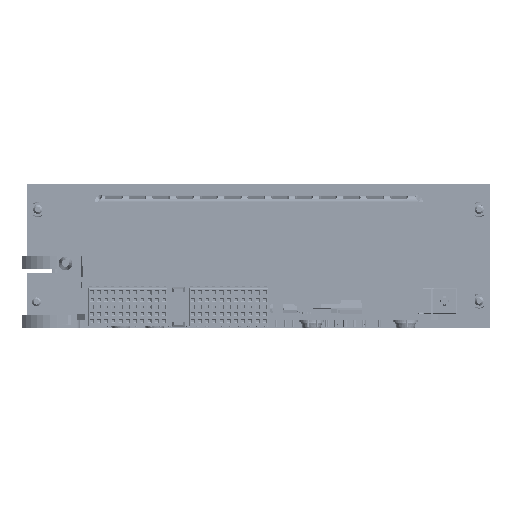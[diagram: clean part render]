
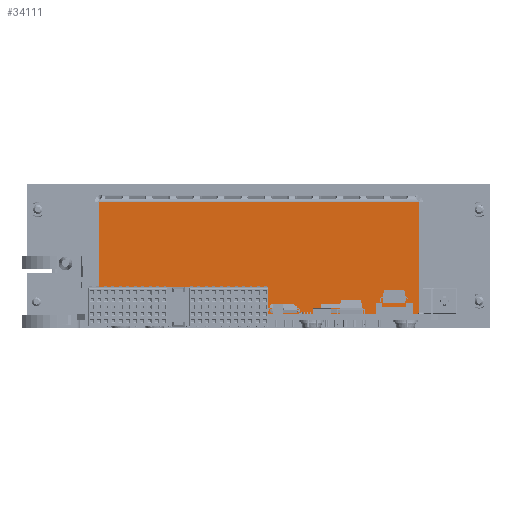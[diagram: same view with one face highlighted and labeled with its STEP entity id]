
A CAD part, left-side view. The second image highlights one B-rep face of the part: STEP entity #34111.
In plain terms, the highlighted planar face has unit normal (-1, 0, 0).
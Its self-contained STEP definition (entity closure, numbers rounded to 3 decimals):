
#34111 = ADVANCED_FACE ( 'NONE', ( #42467 ), #45318, .F. ) ;
#42467 = FACE_OUTER_BOUND ( 'NONE', #292147, .T. ) ;
#45318 = PLANE ( 'NONE',  #420347 ) ;
#45388 = CARTESIAN_POINT ( 'NONE',  ( -29.351, -38.426, -4.5 ) ) ;
#45392 = DIRECTION ( 'NONE',  ( 1., 0., 0. ) ) ;
#45396 = DIRECTION ( 'NONE',  ( 0., 0., -1. ) ) ;
#212057 = CARTESIAN_POINT ( 'NONE',  ( -29.351, -38.426, 26.763 ) ) ;
#212058 = DIRECTION ( 'NONE',  ( 0., -1., 0. ) ) ;
#233511 = CARTESIAN_POINT ( 'NONE',  ( -29.351, -36.855, -4. ) ) ;
#233517 = DIRECTION ( 'NONE',  ( -1., 0., 0. ) ) ;
#233523 = DIRECTION ( 'NONE',  ( 0., 0., -1. ) ) ;
#233543 = CARTESIAN_POINT ( 'NONE',  ( -29.351, -37.355, 26.763 ) ) ;
#233576 = DIRECTION ( 'NONE',  ( 0., 0., -1. ) ) ;
#233622 = CARTESIAN_POINT ( 'NONE',  ( -29.351, -53.453, 10.527 ) ) ;
#233633 = DIRECTION ( 'NONE',  ( 0., -0.707, -0.707 ) ) ;
#233684 = CARTESIAN_POINT ( 'NONE',  ( -29.351, 51.504, 26.763 ) ) ;
#233695 = DIRECTION ( 'NONE',  ( 0., 0., -1. ) ) ;
#233741 = CARTESIAN_POINT ( 'NONE',  ( -29.351, 43.548, -2.5 ) ) ;
#233752 = DIRECTION ( 'NONE',  ( 0., 0., -1. ) ) ;
#233830 = CARTESIAN_POINT ( 'NONE',  ( -29.351, 9.048, -4. ) ) ;
#233836 = DIRECTION ( 'NONE',  ( -1., 0., 0. ) ) ;
#233842 = DIRECTION ( 'NONE',  ( 0., 0., -1. ) ) ;
#233991 = DIRECTION ( 'NONE',  ( 0., 1., 0. ) ) ;
#234042 = CARTESIAN_POINT ( 'NONE',  ( -29.351, 9.548, -2.5 ) ) ;
#234053 = DIRECTION ( 'NONE',  ( 0., 0., 1. ) ) ;
#234073 = CARTESIAN_POINT ( 'NONE',  ( -29.351, -38.426, -4.5 ) ) ;
#234084 = DIRECTION ( 'NONE',  ( 0., 1., 0. ) ) ;
#234089 = CARTESIAN_POINT ( 'NONE',  ( -29.351, 22.102, 56.027 ) ) ;
#234094 = CARTESIAN_POINT ( 'NONE',  ( -29.351, -38.426, -4.5 ) ) ;
#234100 = DIRECTION ( 'NONE',  ( 0., -0.707, 0.707 ) ) ;
#234124 = CARTESIAN_POINT ( 'NONE',  ( -29.351, 51.004, -4. ) ) ;
#234129 = DIRECTION ( 'NONE',  ( -1., 0., 0. ) ) ;
#234134 = DIRECTION ( 'NONE',  ( 0., 0., -1. ) ) ;
#234149 = CARTESIAN_POINT ( 'NONE',  ( -29.351, 9.548, -2.5 ) ) ;
#234160 = DIRECTION ( 'NONE',  ( 0., 1., 0. ) ) ;
#234164 = CARTESIAN_POINT ( 'NONE',  ( -29.351, 44.048, -4. ) ) ;
#234170 = DIRECTION ( 'NONE',  ( -1., 0., 0. ) ) ;
#234176 = DIRECTION ( 'NONE',  ( 0., 0., -1. ) ) ;
#234192 = CARTESIAN_POINT ( 'NONE',  ( -29.351, 43.048, -3. ) ) ;
#234197 = DIRECTION ( 'NONE',  ( 1., 0., 0. ) ) ;
#234202 = DIRECTION ( 'NONE',  ( 0., 0., -1. ) ) ;
#234238 = CARTESIAN_POINT ( 'NONE',  ( -29.351, 10.048, -3. ) ) ;
#234244 = DIRECTION ( 'NONE',  ( 1., 0., 0. ) ) ;
#234250 = DIRECTION ( 'NONE',  ( 0., 0., -1. ) ) ;
#238210 = ORIENTED_EDGE ( 'NONE', *, *, #562660, .F. ) ;
#238212 = ORIENTED_EDGE ( 'NONE', *, *, #562560, .T. ) ;
#238215 = ORIENTED_EDGE ( 'NONE', *, *, #562676, .F. ) ;
#238218 = ORIENTED_EDGE ( 'NONE', *, *, #562411, .T. ) ;
#238221 = ORIENTED_EDGE ( 'NONE', *, *, #562441, .F. ) ;
#238224 = ORIENTED_EDGE ( 'NONE', *, *, #562463, .F. ) ;
#238227 = ORIENTED_EDGE ( 'NONE', *, *, #560947, .F. ) ;
#238230 = ORIENTED_EDGE ( 'NONE', *, *, #562683, .F. ) ;
#238233 = ORIENTED_EDGE ( 'NONE', *, *, #562498, .T. ) ;
#238235 = ORIENTED_EDGE ( 'NONE', *, *, #562692, .T. ) ;
#238239 = ORIENTED_EDGE ( 'NONE', *, *, #562702, .F. ) ;
#238241 = ORIENTED_EDGE ( 'NONE', *, *, #562710, .T. ) ;
#238245 = ORIENTED_EDGE ( 'NONE', *, *, #562531, .F. ) ;
#238248 = ORIENTED_EDGE ( 'NONE', *, *, #562719, .T. ) ;
#238251 = ORIENTED_EDGE ( 'NONE', *, *, #562727, .F. ) ;
#238254 = ORIENTED_EDGE ( 'NONE', *, *, #562734, .T. ) ;
#292147 = EDGE_LOOP ( 'NONE', ( #238210, #238212, #238215, #238218, #238221, #238224, #238227, #238230, #238233, #238235, #238239, #238241, #238245, #238248, #238251, #238254 ) ) ;
#348348 = CARTESIAN_POINT ( 'NONE',  ( -29.351, 51.366, 26.763 ) ) ;
#348356 = CARTESIAN_POINT ( 'NONE',  ( -29.351, -37.217, 26.763 ) ) ;
#349291 = CARTESIAN_POINT ( 'NONE',  ( -29.351, -37.355, 26.626 ) ) ;
#349306 = CARTESIAN_POINT ( 'NONE',  ( -29.351, -37.355, -4. ) ) ;
#349321 = CARTESIAN_POINT ( 'NONE',  ( -29.351, -36.855, -4.5 ) ) ;
#349373 = CARTESIAN_POINT ( 'NONE',  ( -29.351, 9.048, -4.5 ) ) ;
#349381 = CARTESIAN_POINT ( 'NONE',  ( -29.351, 51.504, 26.626 ) ) ;
#349388 = CARTESIAN_POINT ( 'NONE',  ( -29.351, 51.504, -4. ) ) ;
#349421 = CARTESIAN_POINT ( 'NONE',  ( -29.351, 43.548, -3. ) ) ;
#349429 = CARTESIAN_POINT ( 'NONE',  ( -29.351, 43.548, -4. ) ) ;
#349446 = CARTESIAN_POINT ( 'NONE',  ( -29.351, 9.548, -4. ) ) ;
#349460 = CARTESIAN_POINT ( 'NONE',  ( -29.351, 9.548, -3. ) ) ;
#349482 = CARTESIAN_POINT ( 'NONE',  ( -29.351, 51.004, -4.5 ) ) ;
#349490 = CARTESIAN_POINT ( 'NONE',  ( -29.351, 43.048, -2.5 ) ) ;
#349520 = CARTESIAN_POINT ( 'NONE',  ( -29.351, 44.048, -4.5 ) ) ;
#349535 = CARTESIAN_POINT ( 'NONE',  ( -29.351, 10.048, -2.5 ) ) ;
#383250 = VERTEX_POINT ( 'NONE', #348348 ) ;
#383252 = VERTEX_POINT ( 'NONE', #348356 ) ;
#383553 = VERTEX_POINT ( 'NONE', #349291 ) ;
#383561 = VERTEX_POINT ( 'NONE', #349306 ) ;
#383567 = VERTEX_POINT ( 'NONE', #349321 ) ;
#383594 = VERTEX_POINT ( 'NONE', #349373 ) ;
#383598 = VERTEX_POINT ( 'NONE', #349381 ) ;
#383601 = VERTEX_POINT ( 'NONE', #349388 ) ;
#383612 = VERTEX_POINT ( 'NONE', #349421 ) ;
#383616 = VERTEX_POINT ( 'NONE', #349429 ) ;
#383621 = VERTEX_POINT ( 'NONE', #349446 ) ;
#383627 = VERTEX_POINT ( 'NONE', #349460 ) ;
#383636 = VERTEX_POINT ( 'NONE', #349482 ) ;
#383639 = VERTEX_POINT ( 'NONE', #349490 ) ;
#383651 = VERTEX_POINT ( 'NONE', #349520 ) ;
#383657 = VERTEX_POINT ( 'NONE', #349535 ) ;
#420347 = AXIS2_PLACEMENT_3D ( 'NONE', #45388, #45392, #45396 ) ;
#427745 = AXIS2_PLACEMENT_3D ( 'NONE', #233511, #233517, #233523 ) ;
#427762 = AXIS2_PLACEMENT_3D ( 'NONE', #233830, #233836, #233842 ) ;
#427793 = AXIS2_PLACEMENT_3D ( 'NONE', #234124, #234129, #234134 ) ;
#427798 = AXIS2_PLACEMENT_3D ( 'NONE', #234164, #234170, #234176 ) ;
#427805 = AXIS2_PLACEMENT_3D ( 'NONE', #234192, #234197, #234202 ) ;
#427812 = AXIS2_PLACEMENT_3D ( 'NONE', #234238, #234244, #234250 ) ;
#431597 = LINE ( 'NONE', #212057, #431607 ) ;
#431607 = VECTOR ( 'NONE', #212058, 1000. ) ;
#432226 = CIRCLE ( 'NONE', #427745, 0.5 ) ;
#432245 = LINE ( 'NONE', #233543, #432257 ) ;
#432257 = VECTOR ( 'NONE', #233576, 1000. ) ;
#432268 = LINE ( 'NONE', #233622, #432278 ) ;
#432278 = VECTOR ( 'NONE', #233633, 1000. ) ;
#432298 = LINE ( 'NONE', #233684, #432309 ) ;
#432309 = VECTOR ( 'NONE', #233695, 1000. ) ;
#432318 = CIRCLE ( 'NONE', #427762, 0.5 ) ;
#432326 = LINE ( 'NONE', #233741, #432337 ) ;
#432337 = VECTOR ( 'NONE', #233752, 1000. ) ;
#432362 = CIRCLE ( 'NONE', #427793, 0.5 ) ;
#432415 = LINE ( 'NONE', #234042, #432424 ) ;
#432424 = VECTOR ( 'NONE', #234053, 1000. ) ;
#432429 = LINE ( 'NONE', #234073, #432438 ) ;
#432435 = LINE ( 'NONE', #234089, #432446 ) ;
#432438 = VECTOR ( 'NONE', #234084, 1000. ) ;
#432446 = VECTOR ( 'NONE', #234100, 1000. ) ;
#432452 = LINE ( 'NONE', #234094, #432458 ) ;
#432455 = CIRCLE ( 'NONE', #427798, 0.5 ) ;
#432458 = VECTOR ( 'NONE', #233991, 1000. ) ;
#432461 = CIRCLE ( 'NONE', #427805, 0.5 ) ;
#432464 = LINE ( 'NONE', #234149, #432471 ) ;
#432466 = CIRCLE ( 'NONE', #427812, 0.5 ) ;
#432471 = VECTOR ( 'NONE', #234160, 1000. ) ;
#560947 = EDGE_CURVE ( 'NONE', #383250, #383252, #431597, .T. ) ;
#562411 = EDGE_CURVE ( 'NONE', #383567, #383561, #432226, .T. ) ;
#562441 = EDGE_CURVE ( 'NONE', #383553, #383561, #432245, .T. ) ;
#562463 = EDGE_CURVE ( 'NONE', #383252, #383553, #432268, .T. ) ;
#562498 = EDGE_CURVE ( 'NONE', #383598, #383601, #432298, .T. ) ;
#562531 = EDGE_CURVE ( 'NONE', #383612, #383616, #432326, .T. ) ;
#562560 = EDGE_CURVE ( 'NONE', #383621, #383594, #432318, .T. ) ;
#562660 = EDGE_CURVE ( 'NONE', #383621, #383627, #432415, .T. ) ;
#562676 = EDGE_CURVE ( 'NONE', #383567, #383594, #432429, .T. ) ;
#562683 = EDGE_CURVE ( 'NONE', #383598, #383250, #432435, .T. ) ;
#562692 = EDGE_CURVE ( 'NONE', #383601, #383636, #432362, .T. ) ;
#562702 = EDGE_CURVE ( 'NONE', #383651, #383636, #432452, .T. ) ;
#562710 = EDGE_CURVE ( 'NONE', #383651, #383616, #432455, .T. ) ;
#562719 = EDGE_CURVE ( 'NONE', #383612, #383639, #432461, .T. ) ;
#562727 = EDGE_CURVE ( 'NONE', #383657, #383639, #432464, .T. ) ;
#562734 = EDGE_CURVE ( 'NONE', #383657, #383627, #432466, .T. ) ;
